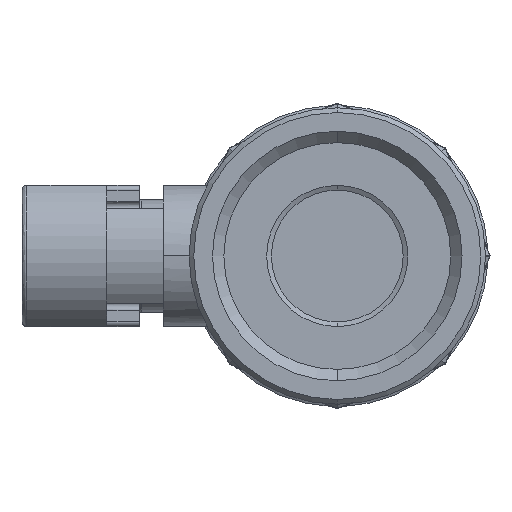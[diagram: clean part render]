
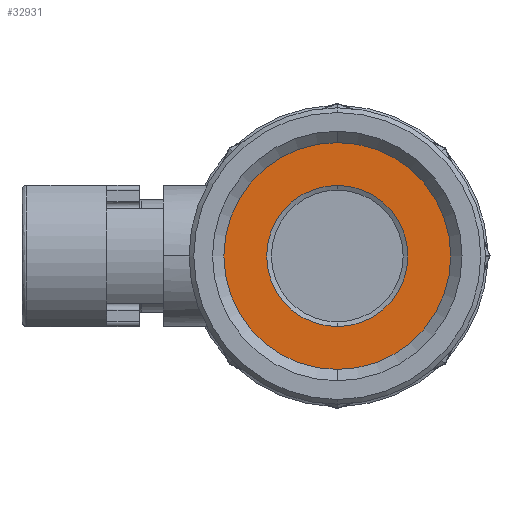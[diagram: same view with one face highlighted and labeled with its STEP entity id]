
A CAD part, left-side view. The second image highlights one B-rep face of the part: STEP entity #32931.
In plain terms, the highlighted planar face has unit normal (-1, 0, 0).
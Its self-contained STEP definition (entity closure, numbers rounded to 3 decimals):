
#8898 = CARTESIAN_POINT ( 'NONE',  ( -13.5, 0., 7.5 ) ) ;
#9063 = CARTESIAN_POINT ( 'NONE',  ( -13.5, 0., -12.055 ) ) ;
#9192 = CARTESIAN_POINT ( 'NONE',  ( -13.5, 0., -7.5 ) ) ;
#9408 = CARTESIAN_POINT ( 'NONE',  ( -13.5, 0., 12.055 ) ) ;
#11314 = EDGE_LOOP ( 'NONE', ( #38688, #38942 ) ) ;
#11327 = EDGE_LOOP ( 'NONE', ( #38986, #38908 ) ) ;
#13921 = PLANE ( 'NONE',  #28322 ) ;
#13928 = CARTESIAN_POINT ( 'NONE',  ( -13.5, 12.2, -12.2 ) ) ;
#13929 = DIRECTION ( 'NONE',  ( -1., 0., 0. ) ) ;
#13930 = DIRECTION ( 'NONE',  ( 0., -1., 0. ) ) ;
#15582 = EDGE_CURVE ( 'NONE', #22609, #22814, #43110, .T. ) ;
#15704 = EDGE_CURVE ( 'NONE', #22811, #22641, #43334, .T. ) ;
#16843 = FACE_BOUND ( 'NONE', #11314, .T. ) ;
#16847 = FACE_OUTER_BOUND ( 'NONE', #11327, .T. ) ;
#18891 = EDGE_CURVE ( 'NONE', #22641, #22811, #43379, .T. ) ;
#18926 = EDGE_CURVE ( 'NONE', #22814, #22609, #43431, .T. ) ;
#20758 = CARTESIAN_POINT ( 'NONE',  ( -13.5, 0., 0. ) ) ;
#20759 = DIRECTION ( 'NONE',  ( 1., 0., 0. ) ) ;
#20761 = DIRECTION ( 'NONE',  ( 0., 0., 1. ) ) ;
#22609 = VERTEX_POINT ( 'NONE', #9408 ) ;
#22641 = VERTEX_POINT ( 'NONE', #9192 ) ;
#22811 = VERTEX_POINT ( 'NONE', #8898 ) ;
#22814 = VERTEX_POINT ( 'NONE', #9063 ) ;
#26178 = CARTESIAN_POINT ( 'NONE',  ( -13.5, 0., 0. ) ) ;
#26179 = DIRECTION ( 'NONE',  ( 1., 0., 0. ) ) ;
#26181 = DIRECTION ( 'NONE',  ( 0., 0., 1. ) ) ;
#26547 = CARTESIAN_POINT ( 'NONE',  ( -13.5, 0., 0. ) ) ;
#26548 = DIRECTION ( 'NONE',  ( 1., 0., 0. ) ) ;
#26549 = DIRECTION ( 'NONE',  ( 0., 0., 1. ) ) ;
#26676 = CARTESIAN_POINT ( 'NONE',  ( -13.5, 0., 0. ) ) ;
#26677 = DIRECTION ( 'NONE',  ( 1., 0., 0. ) ) ;
#26678 = DIRECTION ( 'NONE',  ( 0., 0., 1. ) ) ;
#28322 = AXIS2_PLACEMENT_3D ( 'NONE', #13928, #13929, #13930 ) ;
#32931 = ADVANCED_FACE ( 'NONE', ( #16843, #16847 ), #13921, .T. ) ;
#36910 = AXIS2_PLACEMENT_3D ( 'NONE', #20758, #20759, #20761 ) ;
#36929 = AXIS2_PLACEMENT_3D ( 'NONE', #26178, #26179, #26181 ) ;
#36940 = AXIS2_PLACEMENT_3D ( 'NONE', #26547, #26548, #26549 ) ;
#36945 = AXIS2_PLACEMENT_3D ( 'NONE', #26676, #26677, #26678 ) ;
#38688 = ORIENTED_EDGE ( 'NONE', *, *, #15704, .T. ) ;
#38908 = ORIENTED_EDGE ( 'NONE', *, *, #18926, .F. ) ;
#38942 = ORIENTED_EDGE ( 'NONE', *, *, #18891, .T. ) ;
#38986 = ORIENTED_EDGE ( 'NONE', *, *, #15582, .F. ) ;
#43110 = CIRCLE ( 'NONE', #36910, 12.055 ) ;
#43334 = CIRCLE ( 'NONE', #36929, 7.5 ) ;
#43379 = CIRCLE ( 'NONE', #36940, 7.5 ) ;
#43431 = CIRCLE ( 'NONE', #36945, 12.055 ) ;
